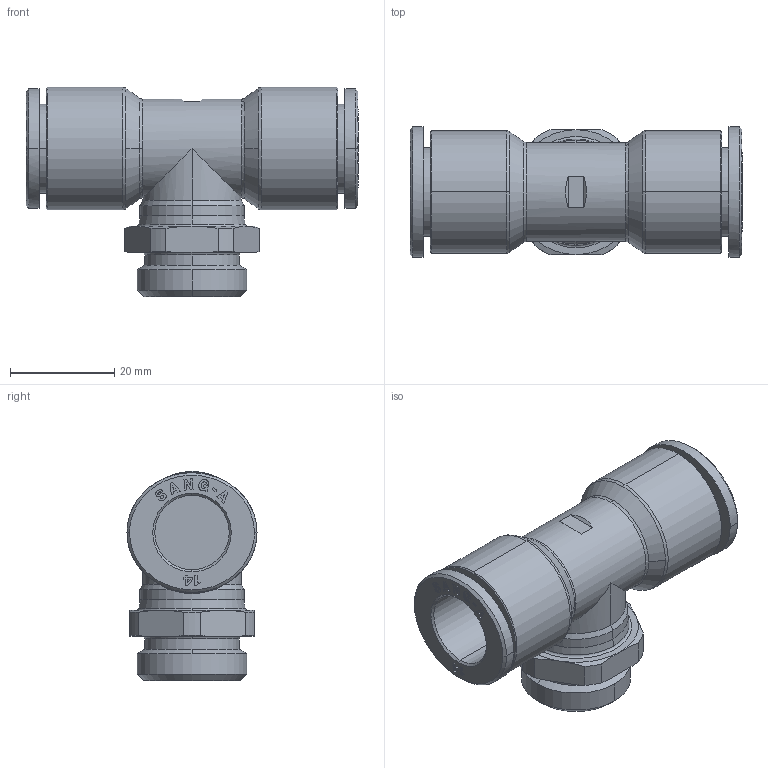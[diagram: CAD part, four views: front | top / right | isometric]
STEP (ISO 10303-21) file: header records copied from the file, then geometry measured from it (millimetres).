
FILE_DESCRIPTION (( 'STEP AP214' ), '1' );
FILE_NAME ('PT14-G04.stp', '2015-10-15T07:43:09', ( '' ), ( '' ), 'SwSTEP 2.0', 'SolidWorks 2015', '' );
FILE_SCHEMA (( 'AUTOMOTIVE_DESIGN' ));
Length unit declared in the file: millimetre
Products named in the file (2): PT14-G04; ｦ+ﾃｦ1
Assembly tree (1 placements, depth 2):
  PT14-G04
    ｦ+ﾃｦ1
Bounding box: 63.8 x 25 x 40.2 mm (x, y, z)
Volume: 21815.3 mm3; surface area: 10479.8 mm2
Topology: 1 solids, 1 shells, 377 faces, 997 edges, 653 vertices
Faces by surface type: plane 223, bspline 64, cylinder 44, cone 40, torus 6
Entity records: 14568 total; most frequent: CARTESIAN_POINT 4794, ORIENTED_EDGE 1990, DIRECTION 1619, EDGE_CURVE 995, LINE 667, VECTOR 667, VERTEX_POINT 653, AXIS2_PLACEMENT_3D 476
